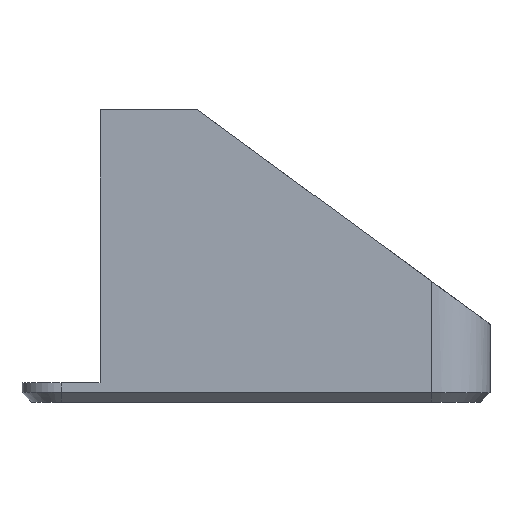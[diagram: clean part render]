
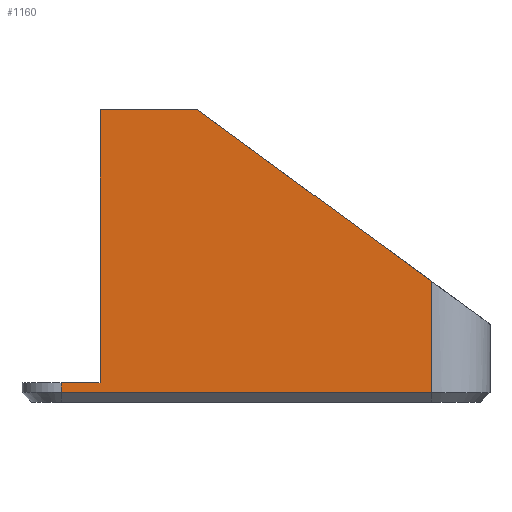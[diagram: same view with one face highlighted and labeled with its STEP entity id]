
A CAD part, left-side view. The second image highlights one B-rep face of the part: STEP entity #1160.
In plain terms, the highlighted planar face has unit normal (-1, 0, 0).
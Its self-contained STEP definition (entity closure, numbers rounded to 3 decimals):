
#160=FACE_OUTER_BOUND('',#227,.T.);
#227=EDGE_LOOP('',(#955,#956,#957,#958,#959,#960,#961));
#283=LINE('',#1867,#392);
#324=LINE('',#2125,#433);
#326=LINE('',#2131,#435);
#327=LINE('',#2133,#436);
#328=LINE('',#2135,#437);
#329=LINE('',#2137,#438);
#330=LINE('',#2138,#439);
#392=VECTOR('',#1372,10.);
#433=VECTOR('',#1485,10.);
#435=VECTOR('',#1493,10.);
#436=VECTOR('',#1494,10.);
#437=VECTOR('',#1495,10.);
#438=VECTOR('',#1496,10.);
#439=VECTOR('',#1497,10.);
#510=VERTEX_POINT('',#1864);
#511=VERTEX_POINT('',#1866);
#547=VERTEX_POINT('',#2120);
#548=VERTEX_POINT('',#2130);
#549=VERTEX_POINT('',#2132);
#550=VERTEX_POINT('',#2134);
#551=VERTEX_POINT('',#2136);
#630=EDGE_CURVE('',#510,#511,#283,.T.);
#695=EDGE_CURVE('',#511,#547,#324,.T.);
#697=EDGE_CURVE('',#548,#510,#326,.T.);
#698=EDGE_CURVE('',#549,#548,#327,.T.);
#699=EDGE_CURVE('',#550,#549,#328,.T.);
#700=EDGE_CURVE('',#550,#551,#329,.T.);
#701=EDGE_CURVE('',#547,#551,#330,.T.);
#955=ORIENTED_EDGE('',*,*,#695,.F.);
#956=ORIENTED_EDGE('',*,*,#630,.F.);
#957=ORIENTED_EDGE('',*,*,#697,.F.);
#958=ORIENTED_EDGE('',*,*,#698,.F.);
#959=ORIENTED_EDGE('',*,*,#699,.F.);
#960=ORIENTED_EDGE('',*,*,#700,.T.);
#961=ORIENTED_EDGE('',*,*,#701,.F.);
#1102=PLANE('',#1258);
#1160=ADVANCED_FACE('',(#160),#1102,.T.);
#1258=AXIS2_PLACEMENT_3D('',#2129,#1491,#1492);
#1372=DIRECTION('',(0.,0.,-1.));
#1485=DIRECTION('',(0.,1.,0.));
#1491=DIRECTION('center_axis',(-1.,0.,0.));
#1492=DIRECTION('ref_axis',(0.,0.,-1.));
#1493=DIRECTION('',(0.,-0.806,-0.591));
#1494=DIRECTION('',(0.,-1.,0.));
#1495=DIRECTION('',(0.,0.,1.));
#1496=DIRECTION('',(0.,1.,0.));
#1497=DIRECTION('',(0.,0.,1.));
#1864=CARTESIAN_POINT('',(-30.,-87.,5.95));
#1866=CARTESIAN_POINT('',(-30.,-87.,0.25));
#1867=CARTESIAN_POINT('',(-30.,-87.,7.25));
#2120=CARTESIAN_POINT('',(-30.,-68.,0.25));
#2125=CARTESIAN_POINT('',(-30.,-70.,0.25));
#2129=CARTESIAN_POINT('Origin',(-30.,-70.,14.75));
#2130=CARTESIAN_POINT('',(-30.,-75.,14.75));
#2131=CARTESIAN_POINT('',(-30.,-75.,14.75));
#2132=CARTESIAN_POINT('',(-30.,-70.,14.75));
#2133=CARTESIAN_POINT('',(-30.,-70.,14.75));
#2134=CARTESIAN_POINT('',(-30.,-70.,0.75));
#2135=CARTESIAN_POINT('',(-30.,-70.,-0.25));
#2136=CARTESIAN_POINT('',(-30.,-68.,0.75));
#2137=CARTESIAN_POINT('',(-30.,-70.,0.75));
#2138=CARTESIAN_POINT('',(-30.,-68.,7.5));
